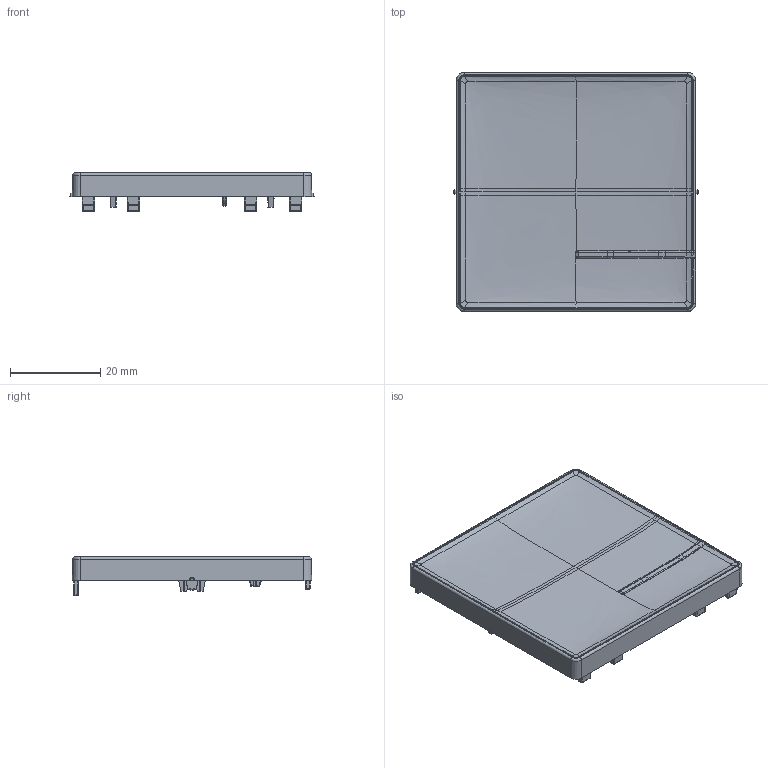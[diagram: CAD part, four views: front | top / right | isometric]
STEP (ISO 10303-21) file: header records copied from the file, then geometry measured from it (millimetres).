
FILE_DESCRIPTION(('CATIA V5 STEP Exchange','CAx-IF Rec.Pracs.--- Model Styling and Organization---1.4--- 2014-01-23'),'2;1');
FILE_NAME('754702_AllCATPart.stp','2020-02-18T08:05:39+00:00',('none'),('none'),'CATIA Version 5-6 Release 2017 SP3','CATIA V5 STEP AP214','none');
FILE_SCHEMA(('AUTOMOTIVE_DESIGN { 1 0 10303 214 1 1 1 1 }'));
Products named in the file (1): 754702_AllCATPart
Bounding box: 54.2 x 53.19 x 8.73 mm (x, y, z)
Volume: 5825.5 mm3; surface area: 8023.5 mm2
Topology: 1 solids, 3 shells, 1828 faces, 5120 edges, 3291 vertices
Faces by surface type: plane 1362, bspline 168, cylinder 135, extrusion 89, sphere 40, cone 30, torus 4
Entity records: 72034 total; most frequent: CARTESIAN_POINT 29105, ORIENTED_EDGE 10144, DIRECTION 5758, EDGE_CURVE 5072, VERTEX_POINT 3291, VECTOR 2683, LINE 2594, B_SPLINE_CURVE_WITH_KNOTS 2396
